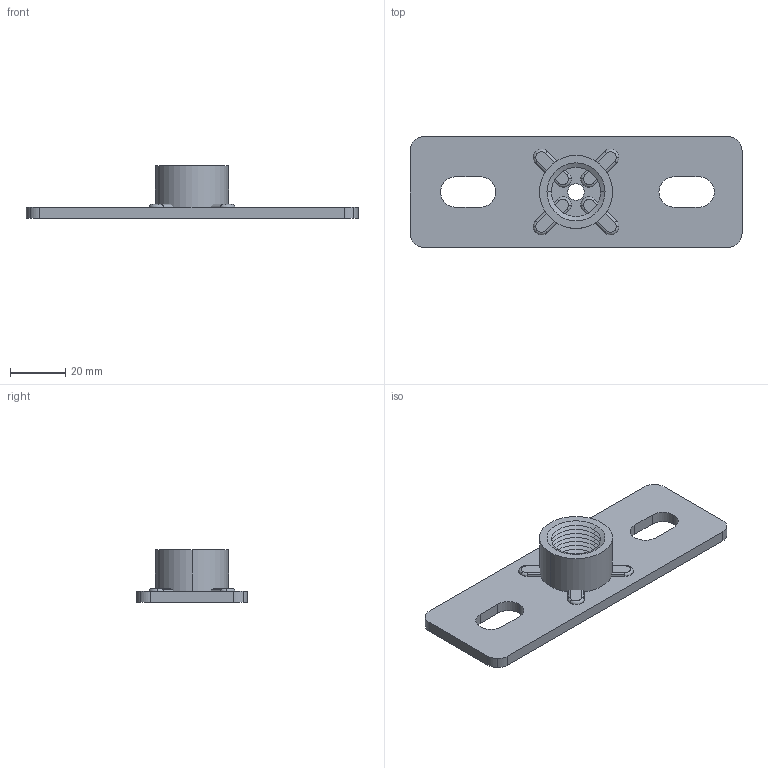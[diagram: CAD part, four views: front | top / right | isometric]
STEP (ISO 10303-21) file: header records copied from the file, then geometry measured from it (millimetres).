
FILE_DESCRIPTION((''),'2;1');
FILE_NAME('38776.stp','2007-07-19T15:04:40',(''),(''),'Mechanical Desktop.R8.0.24.0','Mechanical Desktop.R8.0.24.0',', , ');
FILE_SCHEMA(('CONFIG_CONTROL_DESIGN'));
Length unit declared in the file: millimetre
Products named in the file (5): 38776; TEIL1; MUFFE; RM_SDB; LAYER
Assembly tree (4 placements, depth 2):
  38776
    TEIL1
    MUFFE
    RM_SDB
    LAYER
Bounding box: 120 x 40 x 19 mm (x, y, z)
Volume: 21531.6 mm3; surface area: 14027.3 mm2
Topology: 2 solids, 2 shells, 126 faces, 298 edges, 180 vertices
Faces by surface type: cylinder 54, cone 32, plane 24, torus 16
Entity records: 3805 total; most frequent: DIRECTION 724, CARTESIAN_POINT 609, ORIENTED_EDGE 596, EDGE_CURVE 298, AXIS2_PLACEMENT_3D 295, VERTEX_POINT 180, CIRCLE 164, EDGE_LOOP 138
